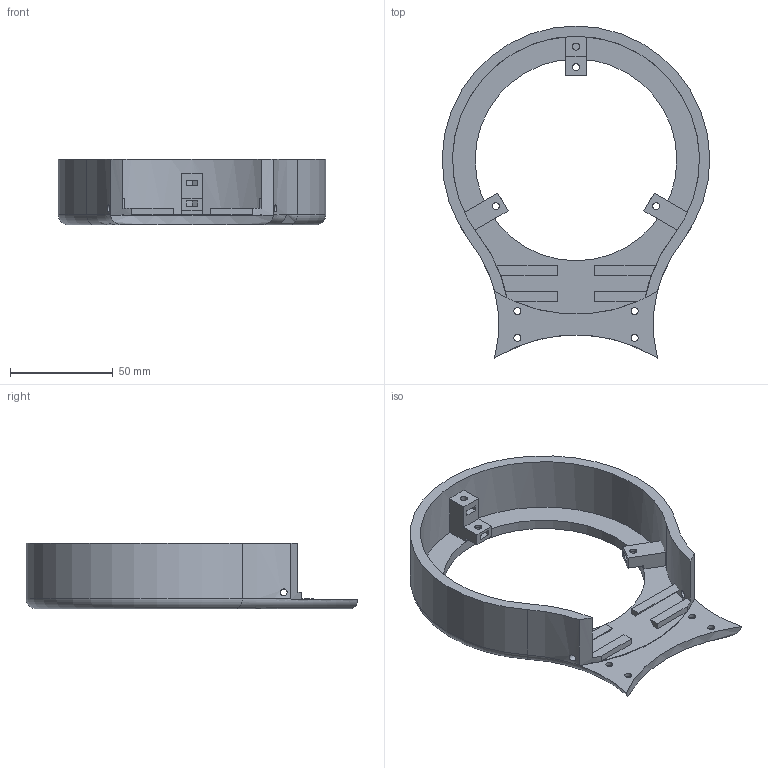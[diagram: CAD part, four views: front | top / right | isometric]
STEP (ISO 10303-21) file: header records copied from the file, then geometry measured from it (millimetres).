
FILE_DESCRIPTION(('FreeCAD Model'),'2;1');
FILE_NAME('Art2BodyASmall2.step','2017-08-17T10:22:24',('Author'),(''), 'Open CASCADE STEP processor 6.8','FreeCAD','Unknown');
FILE_SCHEMA(('AUTOMOTIVE_DESIGN_CC2 { 1 2 10303 214 -1 1 5 4 }'));
Length unit declared in the file: millimetre
Products named in the file (2): ASSEMBLY; Art2BodyASmall2
Assembly tree (1 placements, depth 2):
  ASSEMBLY
    Art2BodyASmall2
Bounding box: 129.96 x 161.26 x 32 mm (x, y, z)
Volume: 88318 mm3; surface area: 40998.2 mm2
Topology: 1 solids, 1 shells, 101 faces, 285 edges, 194 vertices
Faces by surface type: plane 71, cylinder 27, torus 3
Full cylindrical faces by diameter (mm): 3.4 x14, 5.9 x4, 98 x1
Entity records: 14983 total; most frequent: CARTESIAN_POINT 9496, DIRECTION 940, ORIENTED_EDGE 570, PCURVE 570, DEFINITIONAL_REPRESENTATION 570, LINE 541, VECTOR 541, EDGE_CURVE 285
